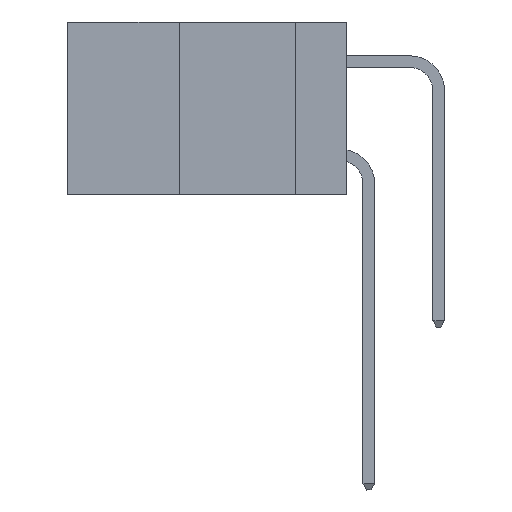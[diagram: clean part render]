
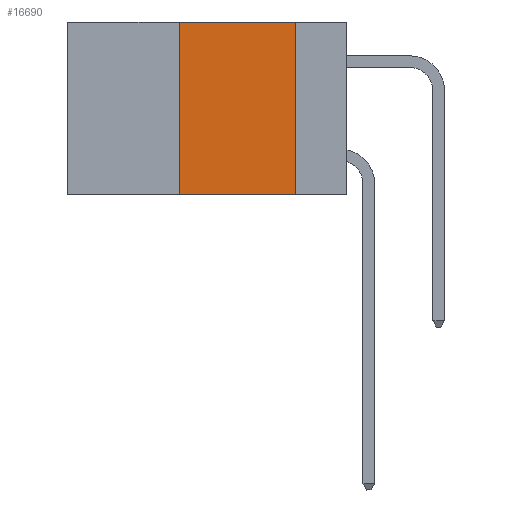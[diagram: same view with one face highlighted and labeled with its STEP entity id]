
A CAD part, left-side view. The second image highlights one B-rep face of the part: STEP entity #16690.
In plain terms, the highlighted planar face has unit normal (-1, 0, 0).
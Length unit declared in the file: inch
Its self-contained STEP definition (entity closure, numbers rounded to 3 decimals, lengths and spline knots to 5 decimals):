
#533 = VECTOR ( 'NONE', #1510, 39.37008 ) ;
#1011 = AXIS2_PLACEMENT_3D ( 'NONE', #5706, #3075, #7819 ) ;
#1322 = EDGE_CURVE ( 'NONE', #23696, #27306, #25480, .T. ) ;
#1510 = DIRECTION ( 'NONE',  ( 0., 0., -1. ) ) ;
#2154 = LINE ( 'NONE', #29251, #33204 ) ;
#2501 = DIRECTION ( 'NONE',  ( 0., -1., 0. ) ) ;
#3075 = DIRECTION ( 'NONE',  ( 1., 0., 0. ) ) ;
#3091 = DIRECTION ( 'NONE',  ( 0., -1., 0. ) ) ;
#4830 = ORIENTED_EDGE ( 'NONE', *, *, #9300, .T. ) ;
#5023 = CARTESIAN_POINT ( 'NONE',  ( 0., 0.36, 0. ) ) ;
#5198 = PLANE ( 'NONE',  #1011 ) ;
#5361 = EDGE_CURVE ( 'NONE', #6749, #6600, #34229, .T. ) ;
#5706 = CARTESIAN_POINT ( 'NONE',  ( 0., 0.6, 0. ) ) ;
#5721 = LINE ( 'NONE', #27051, #20293 ) ;
#6499 = CARTESIAN_POINT ( 'NONE',  ( 0., 0.11, 0. ) ) ;
#6600 = VERTEX_POINT ( 'NONE', #5023 ) ;
#6749 = VERTEX_POINT ( 'NONE', #22783 ) ;
#7022 = ORIENTED_EDGE ( 'NONE', *, *, #10186, .F. ) ;
#7819 = DIRECTION ( 'NONE',  ( 0., 0., -1. ) ) ;
#9300 = EDGE_CURVE ( 'NONE', #6749, #27306, #5721, .T. ) ;
#10186 = EDGE_CURVE ( 'NONE', #6600, #23696, #2154, .T. ) ;
#15661 = EDGE_LOOP ( 'NONE', ( #18731, #7022, #17039, #4830 ) ) ;
#15868 = FACE_OUTER_BOUND ( 'NONE', #15661, .T. ) ;
#16690 = ADVANCED_FACE ( 'NONE', ( #15868 ), #5198, .F. ) ;
#17039 = ORIENTED_EDGE ( 'NONE', *, *, #5361, .F. ) ;
#18731 = ORIENTED_EDGE ( 'NONE', *, *, #1322, .F. ) ;
#20293 = VECTOR ( 'NONE', #3091, 39.37008 ) ;
#21459 = CARTESIAN_POINT ( 'NONE',  ( 0., 0.36, 0. ) ) ;
#22783 = CARTESIAN_POINT ( 'NONE',  ( 0., 0.36, -0.37 ) ) ;
#23696 = VERTEX_POINT ( 'NONE', #6499 ) ;
#23909 = DIRECTION ( 'NONE',  ( 0., 0., 1. ) ) ;
#25019 = VECTOR ( 'NONE', #23909, 39.37008 ) ;
#25480 = LINE ( 'NONE', #26010, #533 ) ;
#26010 = CARTESIAN_POINT ( 'NONE',  ( 0., 0.11, 0. ) ) ;
#27051 = CARTESIAN_POINT ( 'NONE',  ( 0., 0.6, -0.37 ) ) ;
#27306 = VERTEX_POINT ( 'NONE', #32660 ) ;
#29251 = CARTESIAN_POINT ( 'NONE',  ( 0., 0.6, 0. ) ) ;
#32660 = CARTESIAN_POINT ( 'NONE',  ( 0., 0.11, -0.37 ) ) ;
#33204 = VECTOR ( 'NONE', #2501, 39.37008 ) ;
#34229 = LINE ( 'NONE', #21459, #25019 ) ;
